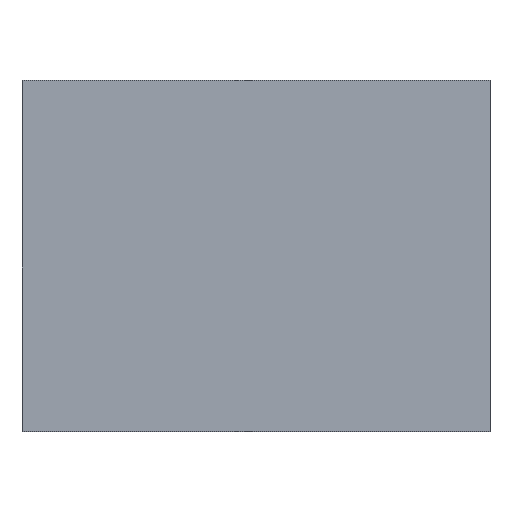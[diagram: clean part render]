
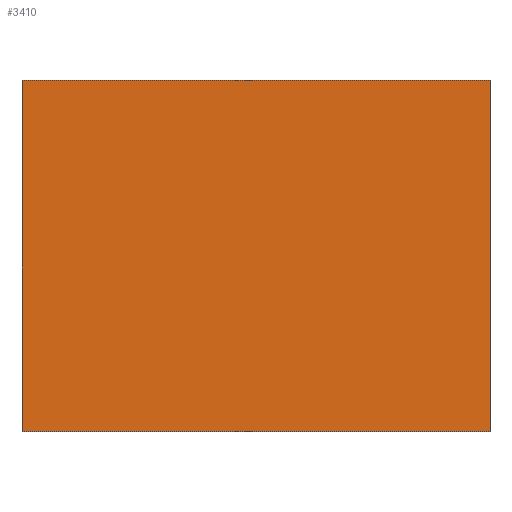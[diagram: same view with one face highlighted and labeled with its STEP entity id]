
A CAD part, top view. The second image highlights one B-rep face of the part: STEP entity #3410.
In plain terms, the highlighted face is planar.
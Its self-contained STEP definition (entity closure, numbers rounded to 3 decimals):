
#690=CARTESIAN_POINT('',(-174.654,-119.169,0.));
#700=VERTEX_POINT('',#690);
#730=CARTESIAN_POINT('',(0.,-119.169,0.));
#740=DIRECTION('',(-1.,0.,0.));
#750=VECTOR('',#740,1.);
#760=LINE('',#730,#750);
#770=CARTESIAN_POINT('',(-185.154,-119.169,0.));
#780=VERTEX_POINT('',#770);
#790=EDGE_CURVE('',#700,#780,#760,.T.);
#2060=CARTESIAN_POINT('',(-185.154,-119.169,14.));
#2070=VERTEX_POINT('',#2060);
#2100=CARTESIAN_POINT('',(0.,-119.169,14.));
#2110=DIRECTION('',(-1.,0.,0.));
#2120=VECTOR('',#2110,1.);
#2130=LINE('',#2100,#2120);
#2140=CARTESIAN_POINT('',(-174.654,-119.169,14.));
#2150=VERTEX_POINT('',#2140);
#2160=EDGE_CURVE('',#2150,#2070,#2130,.T.);
#3200=CARTESIAN_POINT('',(-184.954,-119.169,0.));
#3210=DIRECTION('',(-0.,1.,0.));
#3220=DIRECTION('',(1.,0.,0.));
#3230=AXIS2_PLACEMENT_3D('',#3200,#3210,#3220);
#3240=PLANE('',#3230);
#3250=CARTESIAN_POINT('',(-174.654,-119.169,0.));
#3260=DIRECTION('',(0.,0.,-1.));
#3270=VECTOR('',#3260,1.);
#3280=LINE('',#3250,#3270);
#3290=EDGE_CURVE('',#2150,#700,#3280,.T.);
#3300=ORIENTED_EDGE('',*,*,#3290,.T.);
#3310=ORIENTED_EDGE('',*,*,#2160,.F.);
#3320=CARTESIAN_POINT('',(-185.154,-119.169,0.));
#3330=DIRECTION('',(0.,0.,1.));
#3340=VECTOR('',#3330,1.);
#3350=LINE('',#3320,#3340);
#3360=EDGE_CURVE('',#780,#2070,#3350,.T.);
#3370=ORIENTED_EDGE('',*,*,#3360,.T.);
#3380=ORIENTED_EDGE('',*,*,#790,.T.);
#3390=EDGE_LOOP('',(#3380,#3370,#3310,#3300));
#3400=FACE_OUTER_BOUND('',#3390,.T.);
#3410=ADVANCED_FACE('',(#3400),#3240,.T.);
